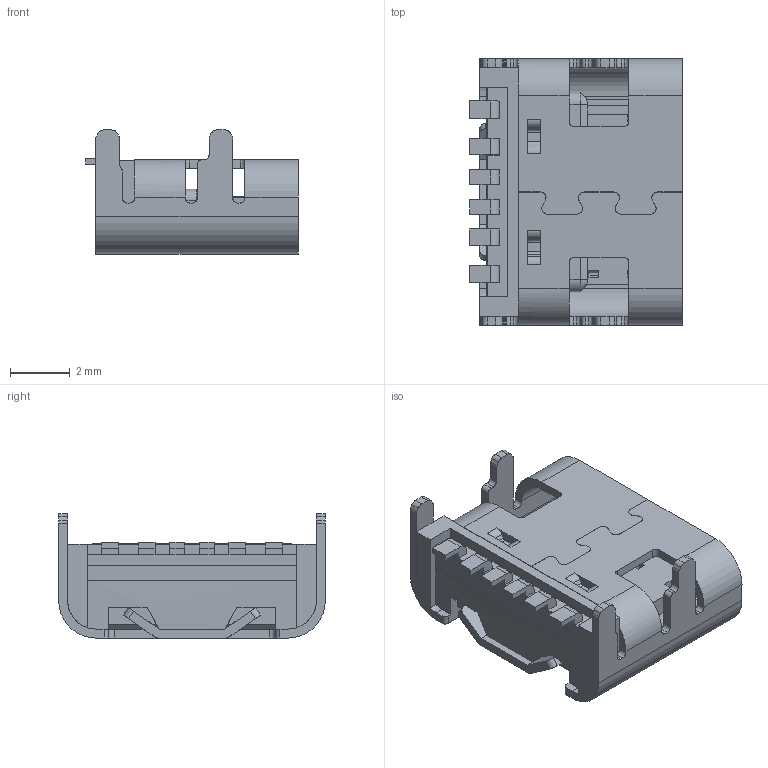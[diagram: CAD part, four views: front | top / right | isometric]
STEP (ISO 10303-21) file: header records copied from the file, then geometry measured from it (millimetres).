
FILE_DESCRIPTION (( 'STEP AP203' ), '1' );
FILE_NAME ('CUI_DEVICES_UJC-HP2-3-SMT-TR.step', '2024-02-15T17:24:16', ( '' ), ( '' ), 'SwSTEP 2.0', 'SolidWorks 2023', '' );
FILE_SCHEMA (( 'CONFIG_CONTROL_DESIGN' ));
Length unit declared in the file: inch
Products named in the file (1): CUI_DEVICES_UJC-HP2-3-SMT-TR
Bounding box: 7.14 x 8.94 x 4.16 mm (x, y, z)
Volume: 96.9 mm3; surface area: 424.6 mm2
Topology: 1 solids, 1 shells, 620 faces, 1757 edges, 1151 vertices
Faces by surface type: plane 462, cylinder 136, cone 12, bspline 6, torus 4
Entity records: 20715 total; most frequent: CARTESIAN_POINT 4863, ORIENTED_EDGE 3514, DIRECTION 2901, EDGE_CURVE 1757, LINE 1411, VECTOR 1411, VERTEX_POINT 1151, AXIS2_PLACEMENT_3D 745
